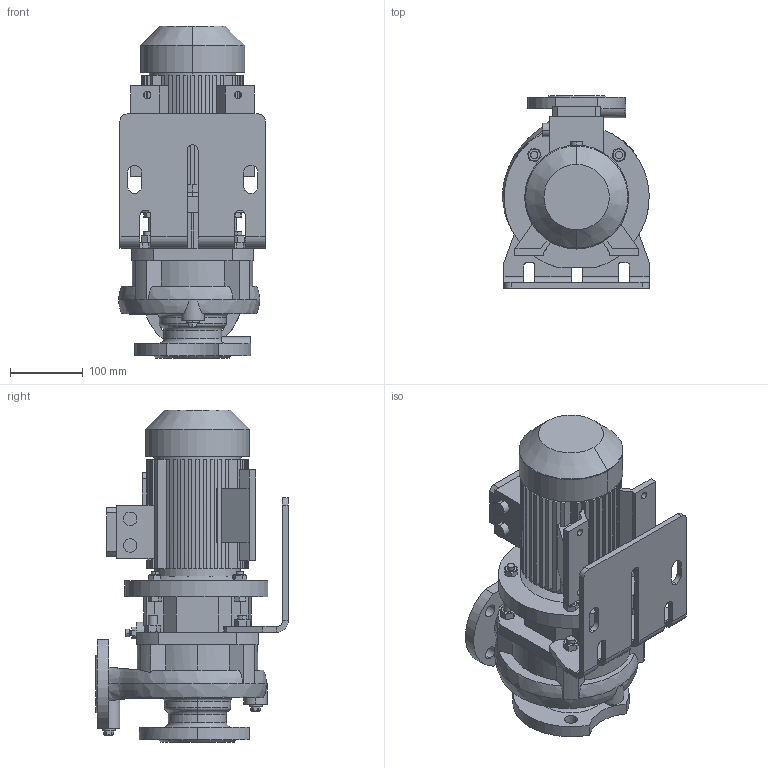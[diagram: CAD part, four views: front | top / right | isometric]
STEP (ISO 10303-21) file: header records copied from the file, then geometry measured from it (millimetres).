
FILE_DESCRIPTION (( 'STEP AP214' ), '1' );
FILE_NAME ('ﾌﾓ-311-200-ﾌ2-311-202-03-41.step', '2025-04-07T07:30:30', ( 'adb' ), ( '' ), 'SwSTEP 2.0', 'SolidWorks 2016', '' );
FILE_SCHEMA (( 'AUTOMOTIVE_DESIGN' ));
Length unit declared in the file: millimetre
Products named in the file (1): ﾌﾓ-311-200-ﾌ2-311-202-03-41
Bounding box: 201.74 x 265 x 457 mm (x, y, z)
Volume: 6675805.4 mm3; surface area: 800347.4 mm2
Topology: 6 solids, 18 shells, 939 faces, 2449 edges, 1591 vertices
Faces by surface type: plane 533, cylinder 310, cone 66, bspline 25, torus 5
Entity records: 46048 total; most frequent: CARTESIAN_POINT 12534, ORIENTED_EDGE 4894, DIRECTION 4703, EDGE_CURVE 2447, AXIS2_PLACEMENT_3D 1663, VERTEX_POINT 1591, LINE 1377, VECTOR 1377
